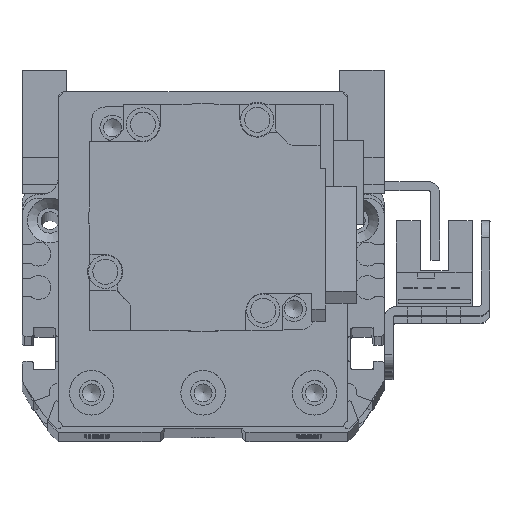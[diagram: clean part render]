
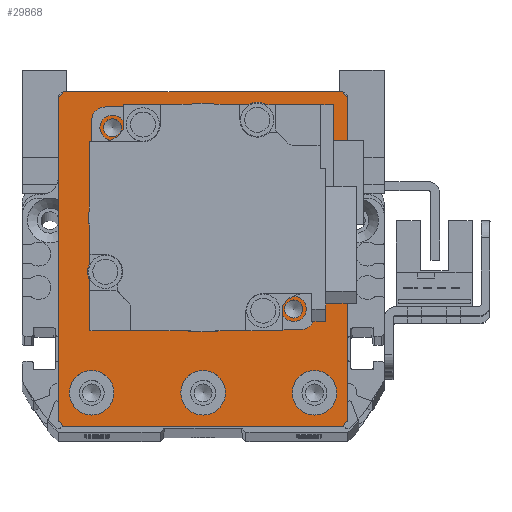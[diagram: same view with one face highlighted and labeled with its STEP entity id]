
A CAD part, top view. The second image highlights one B-rep face of the part: STEP entity #29868.
In plain terms, the highlighted planar face has unit normal (0, 0, 1).
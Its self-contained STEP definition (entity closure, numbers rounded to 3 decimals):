
#1601=FACE_BOUND('',#6121,.T.);
#1602=FACE_BOUND('',#6122,.T.);
#1603=FACE_BOUND('',#6123,.T.);
#1604=FACE_BOUND('',#6124,.T.);
#1605=FACE_BOUND('',#6125,.T.);
#1606=FACE_BOUND('',#6126,.T.);
#1607=FACE_BOUND('',#6127,.T.);
#1608=FACE_BOUND('',#6128,.T.);
#2343=PLANE('',#33542);
#3989=FACE_OUTER_BOUND('',#6120,.T.);
#6120=EDGE_LOOP('',(#27574,#27575,#27576,#27577,#27578,#27579,#27580,#27581));
#6121=EDGE_LOOP('',(#27582));
#6122=EDGE_LOOP('',(#27583));
#6123=EDGE_LOOP('',(#27584));
#6124=EDGE_LOOP('',(#27585));
#6125=EDGE_LOOP('',(#27586));
#6126=EDGE_LOOP('',(#27587));
#6127=EDGE_LOOP('',(#27588));
#6128=EDGE_LOOP('',(#27589));
#8372=LINE('',#53146,#10659);
#8378=LINE('',#53157,#10665);
#8385=LINE('',#53184,#10672);
#8388=LINE('',#53189,#10675);
#8389=LINE('',#53192,#10676);
#8392=LINE('',#53197,#10679);
#8393=LINE('',#53200,#10680);
#8415=LINE('',#53297,#10702);
#10659=VECTOR('',#42395,10.);
#10665=VECTOR('',#42403,10.);
#10672=VECTOR('',#42426,10.);
#10675=VECTOR('',#42431,10.);
#10676=VECTOR('',#42434,10.);
#10679=VECTOR('',#42439,10.);
#10680=VECTOR('',#42442,10.);
#10702=VECTOR('',#42558,10.);
#12353=CIRCLE('',#33505,4.);
#12356=CIRCLE('',#33511,4.);
#12359=CIRCLE('',#33517,4.);
#12361=CIRCLE('',#33522,1.621);
#12363=CIRCLE('',#33526,1.621);
#12365=CIRCLE('',#33530,1.621);
#12367=CIRCLE('',#33534,1.621);
#12370=CIRCLE('',#33540,15.);
#15057=VERTEX_POINT('',#53144);
#15058=VERTEX_POINT('',#53145);
#15062=VERTEX_POINT('',#53155);
#15074=VERTEX_POINT('',#53183);
#15075=VERTEX_POINT('',#53187);
#15076=VERTEX_POINT('',#53191);
#15077=VERTEX_POINT('',#53195);
#15078=VERTEX_POINT('',#53199);
#15085=VERTEX_POINT('',#53222);
#15088=VERTEX_POINT('',#53233);
#15091=VERTEX_POINT('',#53244);
#15094=VERTEX_POINT('',#53255);
#15097=VERTEX_POINT('',#53264);
#15100=VERTEX_POINT('',#53273);
#15103=VERTEX_POINT('',#53282);
#15106=VERTEX_POINT('',#53293);
#19196=EDGE_CURVE('',#15057,#15058,#8372,.T.);
#19202=EDGE_CURVE('',#15057,#15062,#8378,.T.);
#19215=EDGE_CURVE('',#15074,#15062,#8385,.T.);
#19218=EDGE_CURVE('',#15074,#15075,#8388,.T.);
#19219=EDGE_CURVE('',#15076,#15075,#8389,.T.);
#19222=EDGE_CURVE('',#15076,#15077,#8392,.T.);
#19223=EDGE_CURVE('',#15078,#15077,#8393,.T.);
#19233=EDGE_CURVE('',#15085,#15085,#12353,.T.);
#19238=EDGE_CURVE('',#15088,#15088,#12356,.T.);
#19243=EDGE_CURVE('',#15091,#15091,#12359,.T.);
#19248=EDGE_CURVE('',#15094,#15094,#12361,.T.);
#19252=EDGE_CURVE('',#15097,#15097,#12363,.T.);
#19256=EDGE_CURVE('',#15100,#15100,#12365,.T.);
#19260=EDGE_CURVE('',#15103,#15103,#12367,.T.);
#19266=EDGE_CURVE('',#15106,#15106,#12370,.T.);
#19267=EDGE_CURVE('',#15078,#15058,#8415,.T.);
#27574=ORIENTED_EDGE('',*,*,#19196,.F.);
#27575=ORIENTED_EDGE('',*,*,#19202,.T.);
#27576=ORIENTED_EDGE('',*,*,#19215,.F.);
#27577=ORIENTED_EDGE('',*,*,#19218,.T.);
#27578=ORIENTED_EDGE('',*,*,#19219,.F.);
#27579=ORIENTED_EDGE('',*,*,#19222,.T.);
#27580=ORIENTED_EDGE('',*,*,#19223,.F.);
#27581=ORIENTED_EDGE('',*,*,#19267,.T.);
#27582=ORIENTED_EDGE('',*,*,#19233,.T.);
#27583=ORIENTED_EDGE('',*,*,#19238,.T.);
#27584=ORIENTED_EDGE('',*,*,#19243,.T.);
#27585=ORIENTED_EDGE('',*,*,#19248,.T.);
#27586=ORIENTED_EDGE('',*,*,#19252,.T.);
#27587=ORIENTED_EDGE('',*,*,#19256,.T.);
#27588=ORIENTED_EDGE('',*,*,#19260,.T.);
#27589=ORIENTED_EDGE('',*,*,#19266,.T.);
#29868=ADVANCED_FACE('',(#3989,#1601,#1602,#1603,#1604,#1605,#1606,#1607,
#1608),#2343,.T.);
#33505=AXIS2_PLACEMENT_3D('',#53223,#42468,#42469);
#33511=AXIS2_PLACEMENT_3D('',#53234,#42482,#42483);
#33517=AXIS2_PLACEMENT_3D('',#53245,#42496,#42497);
#33522=AXIS2_PLACEMENT_3D('',#53256,#42509,#42510);
#33526=AXIS2_PLACEMENT_3D('',#53265,#42519,#42520);
#33530=AXIS2_PLACEMENT_3D('',#53274,#42529,#42530);
#33534=AXIS2_PLACEMENT_3D('',#53283,#42539,#42540);
#33540=AXIS2_PLACEMENT_3D('',#53295,#42554,#42555);
#33542=AXIS2_PLACEMENT_3D('',#53298,#42559,#42560);
#42395=DIRECTION('',(0.707,0.707,0.));
#42403=DIRECTION('',(0.,-1.,0.));
#42426=DIRECTION('',(-0.707,0.707,0.));
#42431=DIRECTION('',(1.,0.,0.));
#42434=DIRECTION('',(-0.707,-0.707,0.));
#42439=DIRECTION('',(0.,1.,0.));
#42442=DIRECTION('',(0.707,-0.707,0.));
#42468=DIRECTION('center_axis',(0.,0.,-1.));
#42469=DIRECTION('ref_axis',(1.,0.,0.));
#42482=DIRECTION('center_axis',(0.,0.,-1.));
#42483=DIRECTION('ref_axis',(1.,0.,0.));
#42496=DIRECTION('center_axis',(0.,0.,-1.));
#42497=DIRECTION('ref_axis',(1.,0.,0.));
#42509=DIRECTION('center_axis',(0.,0.,-1.));
#42510=DIRECTION('ref_axis',(1.,0.,0.));
#42519=DIRECTION('center_axis',(0.,0.,-1.));
#42520=DIRECTION('ref_axis',(1.,0.,0.));
#42529=DIRECTION('center_axis',(0.,0.,-1.));
#42530=DIRECTION('ref_axis',(1.,0.,0.));
#42539=DIRECTION('center_axis',(0.,0.,-1.));
#42540=DIRECTION('ref_axis',(1.,0.,0.));
#42554=DIRECTION('center_axis',(0.,0.,-1.));
#42555=DIRECTION('ref_axis',(-1.,0.,0.));
#42558=DIRECTION('',(-1.,0.,0.));
#42559=DIRECTION('center_axis',(0.,0.,1.));
#42560=DIRECTION('ref_axis',(1.,0.,0.));
#53144=CARTESIAN_POINT('',(-26.,29.,12.5));
#53145=CARTESIAN_POINT('',(-25.,30.,12.5));
#53146=CARTESIAN_POINT('',(-26.5,28.5,12.5));
#53155=CARTESIAN_POINT('',(-26.,-29.,12.5));
#53157=CARTESIAN_POINT('',(-26.,30.,12.5));
#53183=CARTESIAN_POINT('',(-25.,-30.,12.5));
#53184=CARTESIAN_POINT('',(-26.5,-28.5,12.5));
#53187=CARTESIAN_POINT('',(25.,-30.,12.5));
#53189=CARTESIAN_POINT('',(-26.,-30.,12.5));
#53191=CARTESIAN_POINT('',(26.,-29.,12.5));
#53192=CARTESIAN_POINT('',(26.5,-28.5,12.5));
#53195=CARTESIAN_POINT('',(26.,29.,12.5));
#53197=CARTESIAN_POINT('',(26.,-30.,12.5));
#53199=CARTESIAN_POINT('',(25.,30.,12.5));
#53200=CARTESIAN_POINT('',(26.5,28.5,12.5));
#53222=CARTESIAN_POINT('',(16.,-24.,12.5));
#53223=CARTESIAN_POINT('Origin',(20.,-24.,12.5));
#53233=CARTESIAN_POINT('',(-24.,-24.,12.5));
#53234=CARTESIAN_POINT('Origin',(-20.,-24.,12.5));
#53244=CARTESIAN_POINT('',(-4.,-24.,12.5));
#53245=CARTESIAN_POINT('Origin',(0.,-24.,12.5));
#53255=CARTESIAN_POINT('',(14.642,-8.963,12.5));
#53256=CARTESIAN_POINT('Origin',(16.263,-8.963,12.5));
#53264=CARTESIAN_POINT('',(-17.884,23.563,12.5));
#53265=CARTESIAN_POINT('Origin',(-16.263,23.563,12.5));
#53273=CARTESIAN_POINT('',(14.642,23.563,12.5));
#53274=CARTESIAN_POINT('Origin',(16.263,23.563,12.5));
#53282=CARTESIAN_POINT('',(-17.884,-8.963,12.5));
#53283=CARTESIAN_POINT('Origin',(-16.263,-8.963,12.5));
#53293=CARTESIAN_POINT('',(15.,7.3,12.5));
#53295=CARTESIAN_POINT('Origin',(0.,7.3,12.5));
#53297=CARTESIAN_POINT('',(26.,30.,12.5));
#53298=CARTESIAN_POINT('Origin',(0.,0.,12.5));
